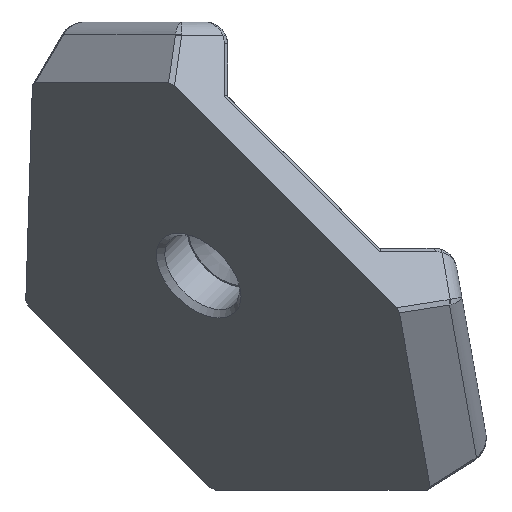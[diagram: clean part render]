
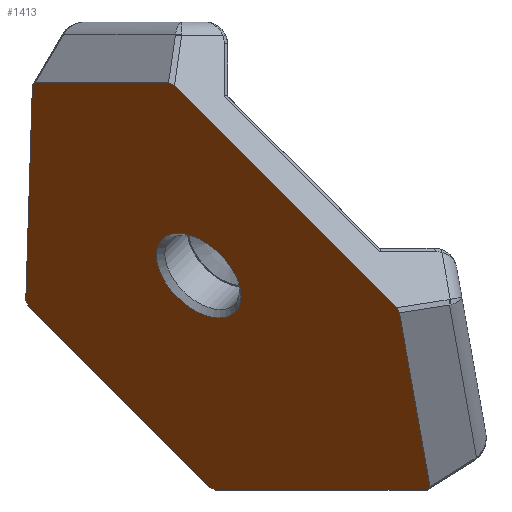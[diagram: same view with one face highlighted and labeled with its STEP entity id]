
A CAD part, front view. The second image highlights one B-rep face of the part: STEP entity #1413.
In plain terms, the highlighted planar face has unit normal (-0.571, -0.589, -0.571).
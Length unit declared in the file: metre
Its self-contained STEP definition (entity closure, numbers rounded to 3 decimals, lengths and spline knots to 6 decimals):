
#134=LINE('',#1948,#242);
#135=LINE('',#1951,#243);
#136=LINE('',#1953,#244);
#137=LINE('',#1955,#245);
#138=LINE('',#1957,#246);
#139=LINE('',#1959,#247);
#140=LINE('',#1961,#248);
#141=LINE('',#1963,#249);
#142=LINE('',#1965,#250);
#143=LINE('',#1967,#251);
#144=LINE('',#1969,#252);
#145=LINE('',#1971,#253);
#242=VECTOR('',#1635,1.);
#243=VECTOR('',#1636,1.);
#244=VECTOR('',#1637,1.);
#245=VECTOR('',#1638,1.);
#246=VECTOR('',#1639,1.);
#247=VECTOR('',#1640,1.);
#248=VECTOR('',#1641,1.);
#249=VECTOR('',#1642,1.);
#250=VECTOR('',#1643,1.);
#251=VECTOR('',#1644,1.);
#252=VECTOR('',#1645,1.);
#253=VECTOR('',#1646,1.);
#350=PLANE('',#1523);
#388=ORIENTED_EDGE('',*,*,#816,.T.);
#389=ORIENTED_EDGE('',*,*,#817,.T.);
#390=ORIENTED_EDGE('',*,*,#818,.T.);
#391=ORIENTED_EDGE('',*,*,#819,.F.);
#392=ORIENTED_EDGE('',*,*,#820,.T.);
#393=ORIENTED_EDGE('',*,*,#821,.T.);
#394=ORIENTED_EDGE('',*,*,#822,.T.);
#395=ORIENTED_EDGE('',*,*,#823,.F.);
#396=ORIENTED_EDGE('',*,*,#824,.T.);
#397=ORIENTED_EDGE('',*,*,#825,.T.);
#398=ORIENTED_EDGE('',*,*,#826,.T.);
#399=ORIENTED_EDGE('',*,*,#827,.F.);
#400=ORIENTED_EDGE('',*,*,#828,.T.);
#816=EDGE_CURVE('',#1030,#1030,#1157,.T.);
#817=EDGE_CURVE('',#1031,#1032,#134,.T.);
#818=EDGE_CURVE('',#1032,#1033,#135,.T.);
#819=EDGE_CURVE('',#1034,#1033,#136,.T.);
#820=EDGE_CURVE('',#1034,#1035,#137,.T.);
#821=EDGE_CURVE('',#1035,#1036,#138,.T.);
#822=EDGE_CURVE('',#1036,#1037,#139,.T.);
#823=EDGE_CURVE('',#1038,#1037,#140,.T.);
#824=EDGE_CURVE('',#1038,#1039,#141,.T.);
#825=EDGE_CURVE('',#1039,#1040,#142,.T.);
#826=EDGE_CURVE('',#1040,#1041,#143,.T.);
#827=EDGE_CURVE('',#1042,#1041,#144,.T.);
#828=EDGE_CURVE('',#1042,#1031,#145,.T.);
#1030=VERTEX_POINT('',#1947);
#1031=VERTEX_POINT('',#1949);
#1032=VERTEX_POINT('',#1950);
#1033=VERTEX_POINT('',#1952);
#1034=VERTEX_POINT('',#1954);
#1035=VERTEX_POINT('',#1956);
#1036=VERTEX_POINT('',#1958);
#1037=VERTEX_POINT('',#1960);
#1038=VERTEX_POINT('',#1962);
#1039=VERTEX_POINT('',#1964);
#1040=VERTEX_POINT('',#1966);
#1041=VERTEX_POINT('',#1968);
#1042=VERTEX_POINT('',#1970);
#1157=CIRCLE('',#1524,0.0034);
#1182=EDGE_LOOP('',(#388));
#1183=EDGE_LOOP('',(#389,#390,#391,#392,#393,#394,#395,#396,#397,#398,#399,
#400));
#1285=FACE_BOUND('',#1182,.T.);
#1286=FACE_BOUND('',#1183,.T.);
#1413=ADVANCED_FACE('',(#1285,#1286),#350,.F.);
#1523=AXIS2_PLACEMENT_3D('',#1945,#1631,#1632);
#1524=AXIS2_PLACEMENT_3D('',#1946,#1633,#1634);
#1631=DIRECTION('',(0.571,0.589,0.571));
#1632=DIRECTION('',(-0.821,0.41,0.398));
#1633=DIRECTION('',(0.571,0.589,0.571));
#1634=DIRECTION('',(-0.718,0.696,0.));
#1635=DIRECTION('',(0.707,0.,-0.707));
#1636=DIRECTION('',(0.821,-0.424,-0.384));
#1637=DIRECTION('',(-0.718,0.696,0.));
#1638=DIRECTION('',(0.38,-0.807,0.452));
#1639=DIRECTION('',(-0.136,-0.618,0.774));
#1640=DIRECTION('',(-0.48,-0.325,0.815));
#1641=DIRECTION('',(0.707,0.,-0.707));
#1642=DIRECTION('',(-0.82,0.377,0.431));
#1643=DIRECTION('',(-0.718,0.696,0.));
#1644=DIRECTION('',(-0.402,0.808,-0.431));
#1645=DIRECTION('',(0.022,-0.707,0.707));
#1646=DIRECTION('',(0.373,0.434,-0.82));
#1945=CARTESIAN_POINT('',(0.1171,0.132032,0.083191));
#1946=CARTESIAN_POINT('',(0.1171,0.132032,0.083191));
#1947=CARTESIAN_POINT('',(0.11466,0.134399,0.083191));
#1948=CARTESIAN_POINT('',(0.115912,0.144859,0.071155));
#1949=CARTESIAN_POINT('',(0.105887,0.144859,0.08118));
#1950=CARTESIAN_POINT('',(0.117815,0.144859,0.069252));
#1951=CARTESIAN_POINT('',(0.111777,0.147978,0.072075));
#1952=CARTESIAN_POINT('',(0.1182,0.144661,0.069072));
#1953=CARTESIAN_POINT('',(0.125219,0.137852,0.069072));
#1954=CARTESIAN_POINT('',(0.132149,0.131129,0.069072));
#1955=CARTESIAN_POINT('',(0.134789,0.125522,0.072212));
#1956=CARTESIAN_POINT('',(0.132341,0.13072,0.069301));
#1957=CARTESIAN_POINT('',(0.130942,0.124379,0.077238));
#1958=CARTESIAN_POINT('',(0.130324,0.121579,0.080741));
#1959=CARTESIAN_POINT('',(0.134026,0.124089,0.074453));
#1960=CARTESIAN_POINT('',(0.130127,0.121446,0.081076));
#1961=CARTESIAN_POINT('',(0.123282,0.121446,0.087922));
#1962=CARTESIAN_POINT('',(0.115503,0.121446,0.095701));
#1963=CARTESIAN_POINT('',(0.109288,0.124301,0.098972));
#1964=CARTESIAN_POINT('',(0.115116,0.121624,0.095904));
#1965=CARTESIAN_POINT('',(0.108213,0.12832,0.095904));
#1966=CARTESIAN_POINT('',(0.106336,0.130141,0.095904));
#1967=CARTESIAN_POINT('',(0.109285,0.124207,0.099073));
#1968=CARTESIAN_POINT('',(0.106146,0.130522,0.095701));
#1969=CARTESIAN_POINT('',(0.105928,0.137603,0.08862));
#1970=CARTESIAN_POINT('',(0.10571,0.144653,0.08157));
#1971=CARTESIAN_POINT('',(0.108587,0.147996,0.075247));
